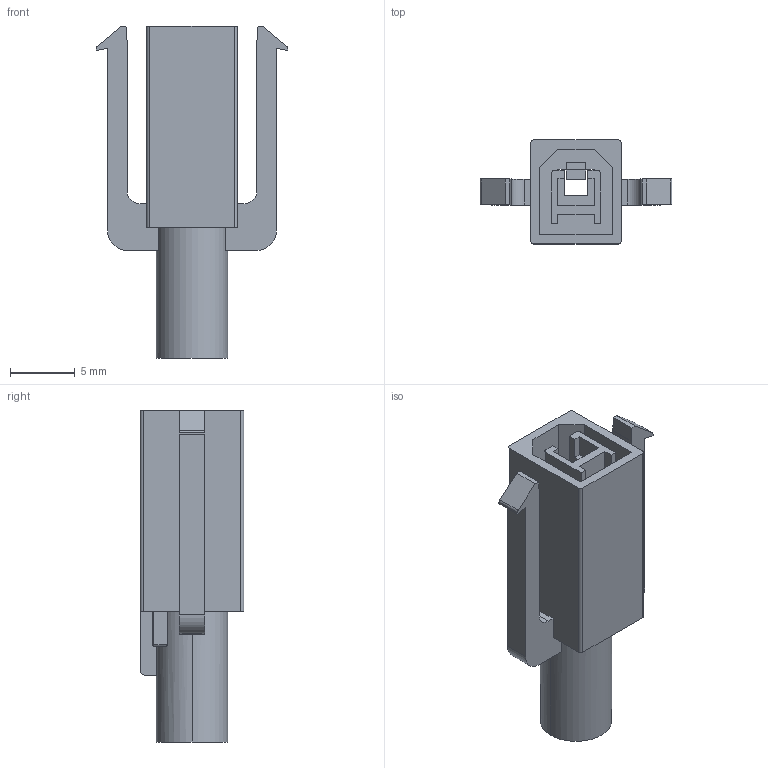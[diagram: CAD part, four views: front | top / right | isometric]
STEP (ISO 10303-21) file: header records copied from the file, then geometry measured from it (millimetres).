
FILE_DESCRIPTION (( 'STEP AP214' ), '1' );
FILE_NAME ('567-001-000-410.STEP', '2020-07-27T19:51:22', ( '' ), ( '' ), 'SwSTEP 2.0', 'SolidWorks 2020', '' );
FILE_SCHEMA (( 'AUTOMOTIVE_DESIGN' ));
Length unit declared in the file: millimetre
Products named in the file (1): 567-001-000-410
Bounding box: 14.8 x 8 x 25.6 mm (x, y, z)
Volume: 675.7 mm3; surface area: 1866.3 mm2
Topology: 1 solids, 1 shells, 123 faces, 354 edges, 232 vertices
Faces by surface type: plane 95, cylinder 26, sphere 2
Entity records: 4038 total; most frequent: CARTESIAN_POINT 746, ORIENTED_EDGE 704, DIRECTION 654, EDGE_CURVE 352, VECTOR 282, LINE 282, VERTEX_POINT 232, AXIS2_PLACEMENT_3D 186
